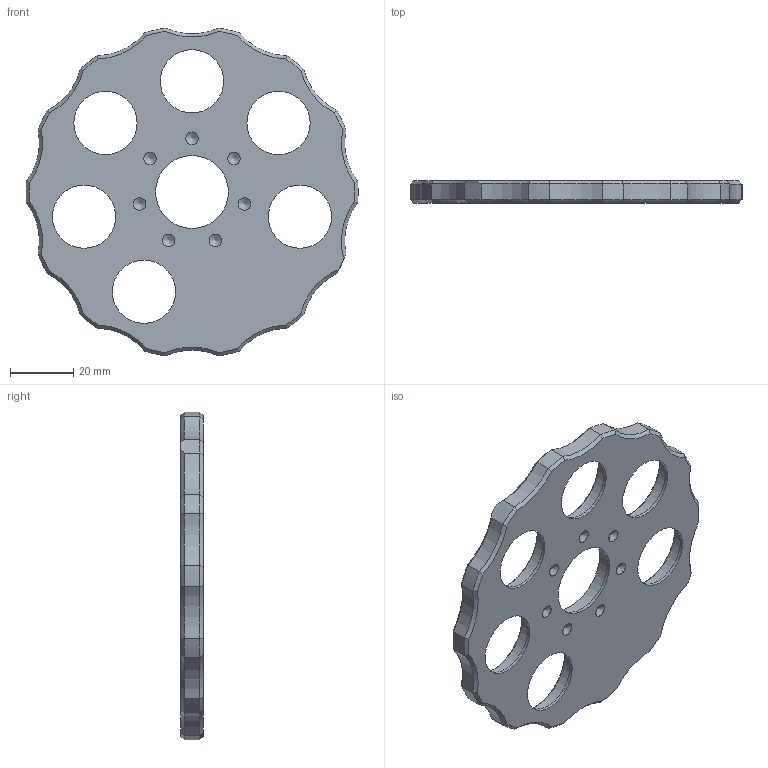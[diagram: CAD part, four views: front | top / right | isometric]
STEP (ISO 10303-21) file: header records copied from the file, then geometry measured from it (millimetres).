
FILE_DESCRIPTION(/* description */ (''),/* implementation_level */ '2;1');
FILE_NAME(/* name */ 'Roue_v1.step',/* time_stamp */ '2021-09-20T09:30:05+02:00',/* author */ (''),/* organization */ (''),/* preprocessor_version */ 'ST-DEVELOPER v18.1',/* originating_system */ 'Autodesk Translation Framework v10.10.0.1391',/* authorisation */ '');
FILE_SCHEMA (('AUTOMOTIVE_DESIGN { 1 0 10303 214 3 1 1 }'));
Length unit declared in the file: millimetre
Products named in the file (1): Roue
Bounding box: 104.98 x 7 x 103.66 mm (x, y, z)
Volume: 32269.2 mm3; surface area: 17869.6 mm2
Topology: 1 solids, 1 shells, 141 faces, 307 edges, 183 vertices
Faces by surface type: cone 67, cylinder 57, plane 17
Full cylindrical faces by diameter (mm): 2.8 x7, 4 x7, 20 x6, 23 x1, 26 x7, 35 x1
Entity records: 3945 total; most frequent: CARTESIAN_POINT 801, DIRECTION 702, ORIENTED_EDGE 600, AXIS2_PLACEMENT_3D 316, EDGE_CURVE 300, VERTEX_POINT 183, EDGE_LOOP 177, CIRCLE 174
